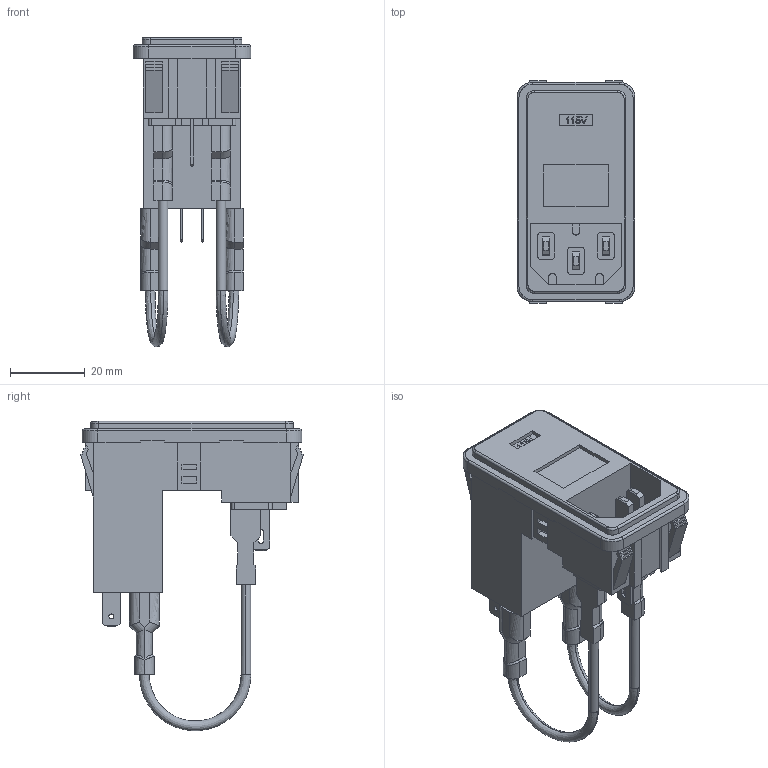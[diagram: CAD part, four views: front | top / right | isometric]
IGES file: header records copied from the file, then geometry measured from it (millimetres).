
Start section: SolidWorks IGES file using analytic representation for surfaces
Global section: file name: 83543530.IGS; native system: SolidWorks 2013; preprocessor: SolidWorks 2013; author: jmiller; date: 130731.160616; units: inch
Bounding box: 31.49 x 59.52 x 82.59 mm (x, y, z)
Surface area: 19192.2 mm2 (no closed solid volume)
Topology: 0 solids, 0 shells, 657 faces, 5682 edges, 5682 vertices
Faces by surface type: bspline 540, revolution 117
